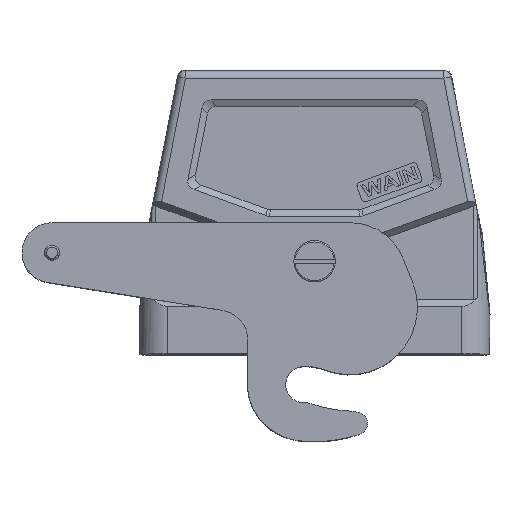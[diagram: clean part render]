
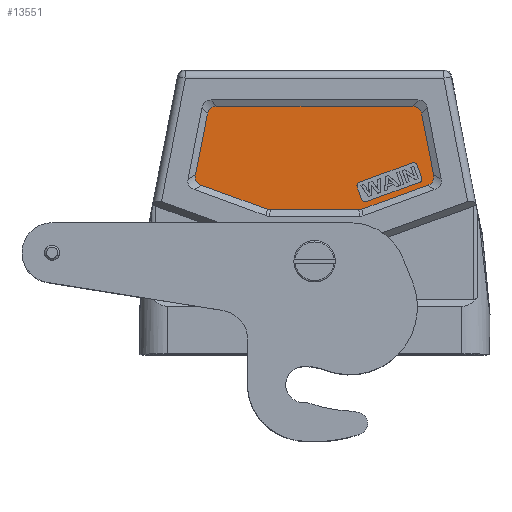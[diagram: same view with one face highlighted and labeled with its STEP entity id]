
A CAD part, top view. The second image highlights one B-rep face of the part: STEP entity #13551.
In plain terms, the highlighted planar face has unit normal (0, 0, 1).
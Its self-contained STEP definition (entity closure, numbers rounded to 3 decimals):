
#1501=DIRECTION('',(0.94,0.342,0.));
#1502=VECTOR('',#1501,18.628);
#1503=CARTESIAN_POINT('',(12.609,6.883,21.5));
#1504=LINE('',#1503,#1502);
#1514=CARTESIAN_POINT('',(11.754,6.732,21.5));
#1515=CARTESIAN_POINT('',(12.048,6.732,21.5));
#1516=CARTESIAN_POINT('',(12.333,6.782,21.5));
#1517=CARTESIAN_POINT('',(12.609,6.883,21.5));
#1523=DIRECTION('',(1.,0.,0.));
#1524=VECTOR('',#1523,23.508);
#1525=CARTESIAN_POINT('',(-11.754,6.732,21.5));
#1526=LINE('',#1525,#1524);
#1536=CARTESIAN_POINT('',(-12.609,6.883,21.5));
#1537=CARTESIAN_POINT('',(-12.333,6.782,21.5));
#1538=CARTESIAN_POINT('',(-12.048,6.732,21.5));
#1539=CARTESIAN_POINT('',(-11.754,6.732,21.5));
#1545=DIRECTION('',(0.94,-0.342,0.));
#1546=VECTOR('',#1545,18.628);
#1547=CARTESIAN_POINT('',(-30.113,13.254,21.5));
#1548=LINE('',#1547,#1546);
#1557=DIRECTION('',(-0.191,-0.982,0.));
#1558=VECTOR('',#1557,16.467);
#1559=CARTESIAN_POINT('',(-28.57,32.245,21.5));
#1560=LINE('',#1559,#1558);
#1571=CARTESIAN_POINT('',(-26.116,34.268,21.5));
#1572=CARTESIAN_POINT('',(-26.803,34.268,21.5));
#1573=CARTESIAN_POINT('',(-27.877,33.904,21.5));
#1574=CARTESIAN_POINT('',(-28.439,32.919,21.5));
#1575=CARTESIAN_POINT('',(-28.57,32.245,21.5));
#1577=DIRECTION('',(-1.,0.,0.));
#1578=VECTOR('',#1577,52.232);
#1579=CARTESIAN_POINT('',(26.116,34.268,21.5));
#1580=LINE('',#1579,#1578);
#1589=DIRECTION('',(0.342,-0.94,0.));
#1590=VECTOR('',#1589,3.5);
#1591=CARTESIAN_POINT('',(11.364,12.815,21.5));
#1592=LINE('',#1591,#1590);
#1593=CARTESIAN_POINT('',(13.501,9.868,21.5));
#1594=DIRECTION('',(0.,0.,1.));
#1595=DIRECTION('',(-0.94,-0.342,0.));
#1596=AXIS2_PLACEMENT_3D('',#1593,#1594,#1595);
#1598=DIRECTION('',(0.94,0.342,0.));
#1599=VECTOR('',#1598,15.);
#1600=CARTESIAN_POINT('',(13.843,8.928,21.5));
#1601=LINE('',#1600,#1599);
#1602=CARTESIAN_POINT('',(27.597,14.998,21.5));
#1603=DIRECTION('',(0.,0.,1.));
#1604=DIRECTION('',(0.342,-0.94,0.));
#1605=AXIS2_PLACEMENT_3D('',#1602,#1603,#1604);
#1607=CARTESIAN_POINT('',(27.597,14.998,21.5));
#1608=DIRECTION('',(0.,0.,1.));
#1609=DIRECTION('',(1.,0.,0.));
#1610=AXIS2_PLACEMENT_3D('',#1607,#1608,#1609);
#1612=DIRECTION('',(-0.342,0.94,0.));
#1613=VECTOR('',#1612,3.5);
#1614=CARTESIAN_POINT('',(28.536,15.34,21.5));
#1615=LINE('',#1614,#1613);
#1616=CARTESIAN_POINT('',(26.4,18.287,21.5));
#1617=DIRECTION('',(0.,0.,1.));
#1618=DIRECTION('',(0.94,0.342,0.));
#1619=AXIS2_PLACEMENT_3D('',#1616,#1617,#1618);
#1621=DIRECTION('',(-0.94,-0.342,0.));
#1622=VECTOR('',#1621,15.);
#1623=CARTESIAN_POINT('',(26.058,19.227,21.5));
#1624=LINE('',#1623,#1622);
#1625=CARTESIAN_POINT('',(12.304,13.157,21.5));
#1626=DIRECTION('',(0.,0.,1.));
#1627=DIRECTION('',(-0.342,0.94,0.));
#1628=AXIS2_PLACEMENT_3D('',#1625,#1626,#1627);
#1630=CARTESIAN_POINT('',(12.304,13.157,21.5));
#1631=DIRECTION('',(0.,0.,1.));
#1632=DIRECTION('',(-1.,0.,0.));
#1633=AXIS2_PLACEMENT_3D('',#1630,#1631,#1632);
#1635=CARTESIAN_POINT('',(31.712,16.08,21.5));
#1636=CARTESIAN_POINT('',(31.848,15.381,21.5));
#1637=CARTESIAN_POINT('',(31.684,14.231,21.5));
#1638=CARTESIAN_POINT('',(30.782,13.497,21.5));
#1639=CARTESIAN_POINT('',(30.113,13.254,21.5));
#1641=CARTESIAN_POINT('',(-30.113,13.254,21.5));
#1642=CARTESIAN_POINT('',(-30.782,13.497,21.5));
#1643=CARTESIAN_POINT('',(-31.684,14.231,21.5));
#1644=CARTESIAN_POINT('',(-31.848,15.381,21.5));
#1645=CARTESIAN_POINT('',(-31.712,16.08,21.5));
#2185=DIRECTION('',(-0.191,0.982,0.));
#2186=VECTOR('',#2185,16.467);
#2187=CARTESIAN_POINT('',(31.712,16.08,21.5));
#2188=LINE('',#2187,#2186);
#2199=CARTESIAN_POINT('',(28.57,32.245,21.5));
#2200=CARTESIAN_POINT('',(28.439,32.919,21.5));
#2201=CARTESIAN_POINT('',(27.877,33.904,21.5));
#2202=CARTESIAN_POINT('',(26.803,34.268,21.5));
#2203=CARTESIAN_POINT('',(26.116,34.268,21.5));
#9416=CARTESIAN_POINT('',(12.609,6.883,21.5));
#9417=VERTEX_POINT('',#9416);
#9418=CARTESIAN_POINT('',(30.113,13.254,21.5));
#9419=VERTEX_POINT('',#9418);
#9420=CARTESIAN_POINT('',(11.754,6.732,21.5));
#9421=VERTEX_POINT('',#9420);
#9422=CARTESIAN_POINT('',(-11.754,6.732,21.5));
#9423=VERTEX_POINT('',#9422);
#9424=CARTESIAN_POINT('',(-12.609,6.883,21.5));
#9425=VERTEX_POINT('',#9424);
#9426=CARTESIAN_POINT('',(-30.113,13.254,21.5));
#9427=VERTEX_POINT('',#9426);
#9428=CARTESIAN_POINT('',(-31.712,16.08,21.5));
#9429=VERTEX_POINT('',#9428);
#9430=CARTESIAN_POINT('',(-28.57,32.245,21.5));
#9431=VERTEX_POINT('',#9430);
#9432=CARTESIAN_POINT('',(-26.116,34.268,21.5));
#9433=VERTEX_POINT('',#9432);
#9434=CARTESIAN_POINT('',(26.116,34.268,21.5));
#9435=VERTEX_POINT('',#9434);
#9436=CARTESIAN_POINT('',(31.712,16.08,21.5));
#9437=CARTESIAN_POINT('',(28.57,32.245,21.5));
#9438=VERTEX_POINT('',#9436);
#9439=VERTEX_POINT('',#9437);
#9440=CARTESIAN_POINT('',(11.364,12.815,21.5));
#9441=CARTESIAN_POINT('',(12.562,9.526,21.5));
#9442=VERTEX_POINT('',#9440);
#9443=VERTEX_POINT('',#9441);
#9444=CARTESIAN_POINT('',(13.843,8.928,21.5));
#9445=VERTEX_POINT('',#9444);
#9446=CARTESIAN_POINT('',(27.939,14.059,21.5));
#9447=VERTEX_POINT('',#9446);
#9448=CARTESIAN_POINT('',(28.597,14.998,21.5));
#9449=VERTEX_POINT('',#9448);
#9450=CARTESIAN_POINT('',(28.536,15.34,21.5));
#9451=VERTEX_POINT('',#9450);
#9452=CARTESIAN_POINT('',(27.339,18.629,21.5));
#9453=VERTEX_POINT('',#9452);
#9454=CARTESIAN_POINT('',(26.058,19.227,21.5));
#9455=VERTEX_POINT('',#9454);
#9456=CARTESIAN_POINT('',(11.962,14.097,21.5));
#9457=VERTEX_POINT('',#9456);
#9458=CARTESIAN_POINT('',(11.304,13.157,21.5));
#9459=VERTEX_POINT('',#9458);
#13507=CARTESIAN_POINT('',(-34.102,12.862,21.5));
#13508=DIRECTION('',(0.,0.,-1.));
#13509=DIRECTION('',(-1.,0.,0.));
#13510=AXIS2_PLACEMENT_3D('',#13507,#13508,#13509);
#13511=PLANE('',#13510);
#13513=ORIENTED_EDGE('',*,*,#13512,.F.);
#13515=ORIENTED_EDGE('',*,*,#13514,.T.);
#13516=ORIENTED_EDGE('',*,*,#13388,.F.);
#13517=ORIENTED_EDGE('',*,*,#13403,.F.);
#13518=ORIENTED_EDGE('',*,*,#13417,.F.);
#13519=ORIENTED_EDGE('',*,*,#13431,.F.);
#13520=ORIENTED_EDGE('',*,*,#13445,.F.);
#13521=ORIENTED_EDGE('',*,*,#13459,.T.);
#13522=ORIENTED_EDGE('',*,*,#13473,.F.);
#13523=ORIENTED_EDGE('',*,*,#13487,.F.);
#13524=ORIENTED_EDGE('',*,*,#13498,.F.);
#13526=ORIENTED_EDGE('',*,*,#13525,.F.);
#13527=EDGE_LOOP('',(#13513,#13515,#13516,#13517,#13518,#13519,#13520,#13521,
#13522,#13523,#13524,#13526));
#13528=FACE_OUTER_BOUND('',#13527,.F.);
#13530=ORIENTED_EDGE('',*,*,#13529,.T.);
#13532=ORIENTED_EDGE('',*,*,#13531,.T.);
#13534=ORIENTED_EDGE('',*,*,#13533,.T.);
#13536=ORIENTED_EDGE('',*,*,#13535,.T.);
#13538=ORIENTED_EDGE('',*,*,#13537,.T.);
#13540=ORIENTED_EDGE('',*,*,#13539,.T.);
#13542=ORIENTED_EDGE('',*,*,#13541,.T.);
#13544=ORIENTED_EDGE('',*,*,#13543,.T.);
#13546=ORIENTED_EDGE('',*,*,#13545,.T.);
#13548=ORIENTED_EDGE('',*,*,#13547,.T.);
#13549=EDGE_LOOP('',(#13530,#13532,#13534,#13536,#13538,#13540,#13542,#13544,
#13546,#13548));
#13550=FACE_BOUND('',#13549,.F.);
#13551=ADVANCED_FACE('',(#13528,#13550),#13511,.F.);
#1518=B_SPLINE_CURVE_WITH_KNOTS('',3,(#1514,#1515,#1516,#1517),.UNSPECIFIED.,
.F.,.F.,(4,4),(0.,1.),.UNSPECIFIED.);
#1540=B_SPLINE_CURVE_WITH_KNOTS('',3,(#1536,#1537,#1538,#1539),.UNSPECIFIED.,
.F.,.F.,(4,4),(0.,1.),.UNSPECIFIED.);
#1576=B_SPLINE_CURVE_WITH_KNOTS('',3,(#1571,#1572,#1573,#1574,#1575),
.UNSPECIFIED.,.F.,.F.,(4,1,4),(0.,0.5,1.),.UNSPECIFIED.);
#1597=CIRCLE('',#1596,1.);
#1606=CIRCLE('',#1605,1.);
#1611=CIRCLE('',#1610,1.);
#1620=CIRCLE('',#1619,1.);
#1629=CIRCLE('',#1628,1.);
#1634=CIRCLE('',#1633,1.);
#1640=B_SPLINE_CURVE_WITH_KNOTS('',3,(#1635,#1636,#1637,#1638,#1639),
.UNSPECIFIED.,.F.,.F.,(4,1,4),(0.,0.5,1.),.UNSPECIFIED.);
#1646=B_SPLINE_CURVE_WITH_KNOTS('',3,(#1641,#1642,#1643,#1644,#1645),
.UNSPECIFIED.,.F.,.F.,(4,1,4),(0.,0.5,1.),.UNSPECIFIED.);
#2204=B_SPLINE_CURVE_WITH_KNOTS('',3,(#2199,#2200,#2201,#2202,#2203),
.UNSPECIFIED.,.F.,.F.,(4,1,4),(0.,0.5,1.),.UNSPECIFIED.);
#13388=EDGE_CURVE('',#9417,#9419,#1504,.T.);
#13403=EDGE_CURVE('',#9421,#9417,#1518,.T.);
#13417=EDGE_CURVE('',#9423,#9421,#1526,.T.);
#13431=EDGE_CURVE('',#9425,#9423,#1540,.T.);
#13445=EDGE_CURVE('',#9427,#9425,#1548,.T.);
#13459=EDGE_CURVE('',#9427,#9429,#1646,.T.);
#13473=EDGE_CURVE('',#9431,#9429,#1560,.T.);
#13487=EDGE_CURVE('',#9433,#9431,#1576,.T.);
#13498=EDGE_CURVE('',#9435,#9433,#1580,.T.);
#13512=EDGE_CURVE('',#9438,#9439,#2188,.T.);
#13514=EDGE_CURVE('',#9438,#9419,#1640,.T.);
#13525=EDGE_CURVE('',#9439,#9435,#2204,.T.);
#13529=EDGE_CURVE('',#9442,#9443,#1592,.T.);
#13531=EDGE_CURVE('',#9443,#9445,#1597,.T.);
#13533=EDGE_CURVE('',#9445,#9447,#1601,.T.);
#13535=EDGE_CURVE('',#9447,#9449,#1606,.T.);
#13537=EDGE_CURVE('',#9449,#9451,#1611,.T.);
#13539=EDGE_CURVE('',#9451,#9453,#1615,.T.);
#13541=EDGE_CURVE('',#9453,#9455,#1620,.T.);
#13543=EDGE_CURVE('',#9455,#9457,#1624,.T.);
#13545=EDGE_CURVE('',#9457,#9459,#1629,.T.);
#13547=EDGE_CURVE('',#9459,#9442,#1634,.T.);
